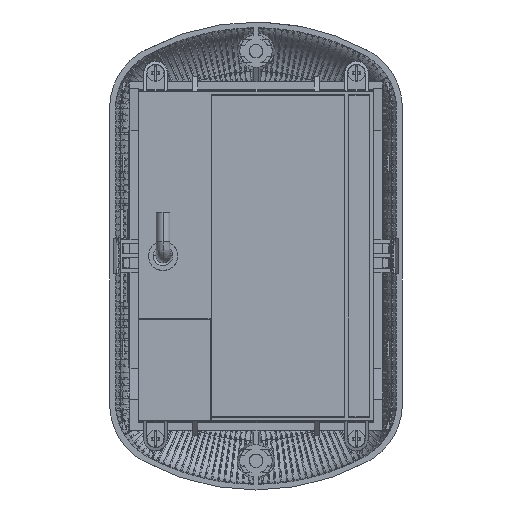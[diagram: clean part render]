
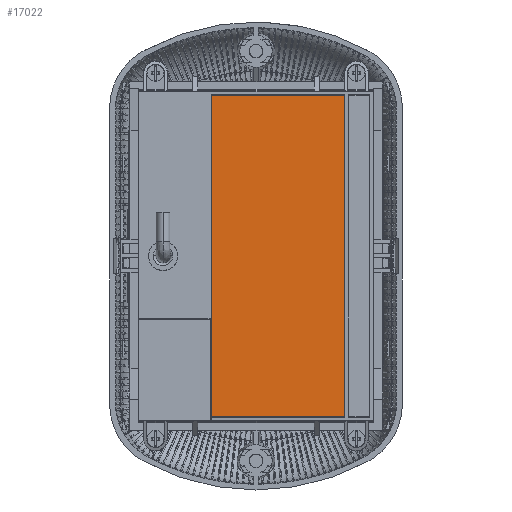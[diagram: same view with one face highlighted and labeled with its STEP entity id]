
A CAD part, front view. The second image highlights one B-rep face of the part: STEP entity #17022.
In plain terms, the highlighted planar face has unit normal (0, -1, 0).
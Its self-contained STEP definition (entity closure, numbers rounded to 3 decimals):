
#3729 = CARTESIAN_POINT ( 'NONE',  ( 0., -24.196, 0. ) ) ;
#5200 = VECTOR ( 'NONE', #161035, 1000. ) ;
#17011 = DIRECTION ( 'NONE',  ( 0., -1., 0. ) ) ;
#17022 = ADVANCED_FACE ( 'NONE', ( #158369 ), #117590, .T. ) ;
#20064 = CARTESIAN_POINT ( 'NONE',  ( 30.309, -24.196, -54.972 ) ) ;
#22935 = CARTESIAN_POINT ( 'NONE',  ( 0., -24.196, 54.972 ) ) ;
#23902 = VERTEX_POINT ( 'NONE', #118039 ) ;
#24490 = EDGE_CURVE ( 'NONE', #148852, #23902, #72803, .T. ) ;
#28405 = EDGE_CURVE ( 'NONE', #87958, #99519, #136957, .T. ) ;
#35935 = CARTESIAN_POINT ( 'NONE',  ( -15.309, -24.196, 0. ) ) ;
#52422 = LINE ( 'NONE', #35935, #65388 ) ;
#52965 = CARTESIAN_POINT ( 'NONE',  ( 30.309, -24.196, 0. ) ) ;
#57896 = AXIS2_PLACEMENT_3D ( 'NONE', #3729, #17011, #67700 ) ;
#65388 = VECTOR ( 'NONE', #86558, 1000. ) ;
#67700 = DIRECTION ( 'NONE',  ( 0., 0., -1. ) ) ;
#72803 = LINE ( 'NONE', #22935, #5200 ) ;
#76184 = ORIENTED_EDGE ( 'NONE', *, *, #147520, .T. ) ;
#86558 = DIRECTION ( 'NONE',  ( 0., 0., -1. ) ) ;
#87958 = VERTEX_POINT ( 'NONE', #123960 ) ;
#91176 = DIRECTION ( 'NONE',  ( 0., 0., 1. ) ) ;
#91998 = LINE ( 'NONE', #52965, #132715 ) ;
#96878 = ORIENTED_EDGE ( 'NONE', *, *, #102693, .T. ) ;
#99519 = VERTEX_POINT ( 'NONE', #20064 ) ;
#100609 = CARTESIAN_POINT ( 'NONE',  ( 30.309, -24.196, 54.972 ) ) ;
#102693 = EDGE_CURVE ( 'NONE', #23902, #87958, #52422, .T. ) ;
#111183 = DIRECTION ( 'NONE',  ( 1., 0., 0. ) ) ;
#114338 = VECTOR ( 'NONE', #111183, 1000. ) ;
#117590 = PLANE ( 'NONE',  #57896 ) ;
#118039 = CARTESIAN_POINT ( 'NONE',  ( -15.309, -24.196, 54.972 ) ) ;
#121785 = EDGE_LOOP ( 'NONE', ( #76184, #135284, #96878, #150049 ) ) ;
#123960 = CARTESIAN_POINT ( 'NONE',  ( -15.309, -24.196, -54.972 ) ) ;
#132715 = VECTOR ( 'NONE', #91176, 1000. ) ;
#135284 = ORIENTED_EDGE ( 'NONE', *, *, #24490, .T. ) ;
#136957 = LINE ( 'NONE', #161149, #114338 ) ;
#147520 = EDGE_CURVE ( 'NONE', #99519, #148852, #91998, .T. ) ;
#148852 = VERTEX_POINT ( 'NONE', #100609 ) ;
#150049 = ORIENTED_EDGE ( 'NONE', *, *, #28405, .T. ) ;
#158369 = FACE_OUTER_BOUND ( 'NONE', #121785, .T. ) ;
#161035 = DIRECTION ( 'NONE',  ( -1., 0., 0. ) ) ;
#161149 = CARTESIAN_POINT ( 'NONE',  ( 0., -24.196, -54.972 ) ) ;
